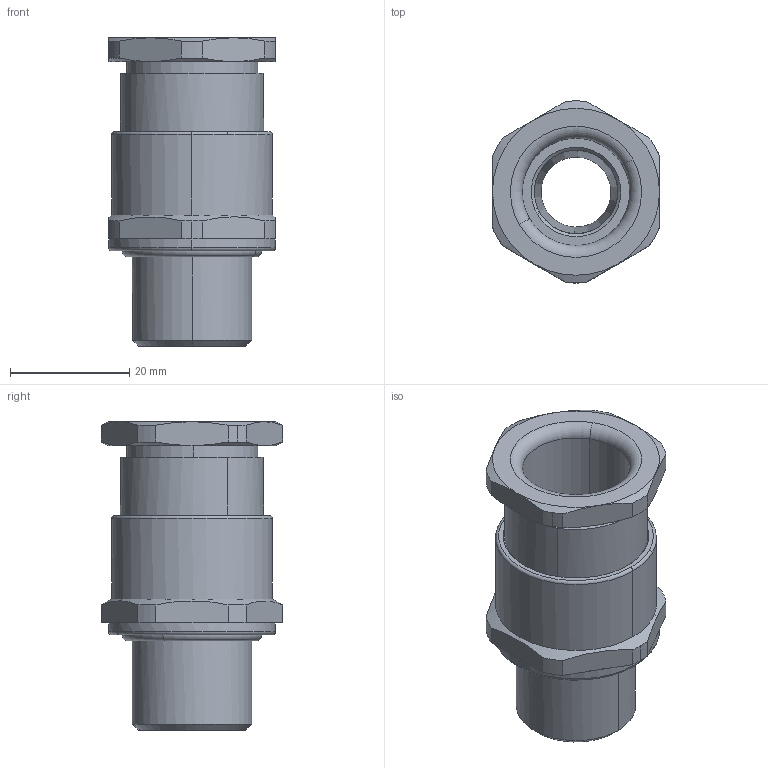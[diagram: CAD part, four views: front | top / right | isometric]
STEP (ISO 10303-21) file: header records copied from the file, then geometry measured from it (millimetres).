
FILE_DESCRIPTION(('CATIA V5 STEP Exchange','CAx-IF Rec.Pracs.--- Model Styling and Organization---1.4--- 2014-01-23'),'2;1');
FILE_NAME ('123231-2_1_1186900000_1186900000.stp','2020-12-01T05:59:10+00:00',('none'),('Weidmueller'),'CATIA Version 5-6 Release 2016 SP3 HF44','CATIA V5 STEP AP214','none');
FILE_SCHEMA(('AUTOMOTIVE_DESIGN { 1 0 10303 214 1 1 1 1 }'));
Length unit declared in the file: millimetre
Products named in the file (1): A2LF_M20-M20
Bounding box: 28 x 30.5 x 51.75 mm (x, y, z)
Volume: 15049.9 mm3; surface area: 11242.8 mm2
Topology: 3 solids, 3 shells, 136 faces, 330 edges, 206 vertices
Faces by surface type: cylinder 42, cone 40, plane 30, torus 24
Entity records: 4039 total; most frequent: CARTESIAN_POINT 904, ORIENTED_EDGE 660, DIRECTION 496, EDGE_CURVE 330, AXIS2_PLACEMENT_3D 296, VERTEX_POINT 206, CIRCLE 188, EDGE_LOOP 148
